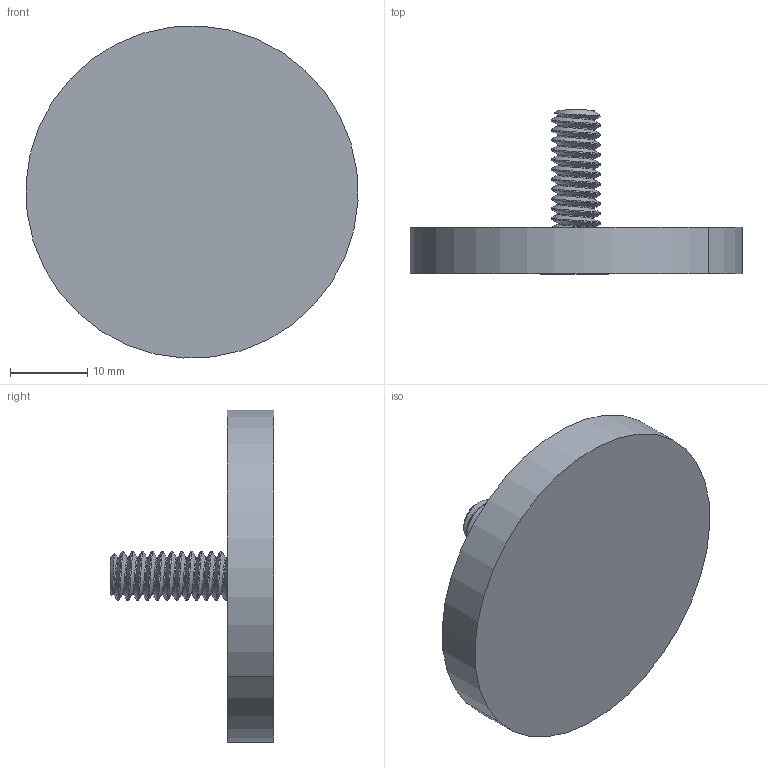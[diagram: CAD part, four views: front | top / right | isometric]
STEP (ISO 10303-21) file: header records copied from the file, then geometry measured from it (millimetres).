
FILE_DESCRIPTION (( 'STEP AP203' ), '1' );
FILE_NAME ('75005.STEP', '2024-10-13T16:24:32', ( '' ), ( '' ), 'SwSTEP 2.0', 'SolidWorks 2021', '' );
FILE_SCHEMA (( 'CONFIG_CONTROL_DESIGN' ));
Length unit declared in the file: millimetre
Products named in the file (5): 75005 Magnet; FH-0420-12_FH-0420-12; 75005; 75005 Rubber; 75005 Plate
Assembly tree (9 placements, depth 2):
  75005
    75005 Plate
    FH-0420-12_FH-0420-12
    75005 Magnet  x6
    75005 Rubber
Bounding box: 42.95 x 21.18 x 42.95 mm (x, y, z)
Volume: 12340.2 mm3; surface area: 8026.7 mm2
Topology: 9 solids, 9 shells, 210 faces, 532 edges, 341 vertices
Faces by surface type: plane 92, cylinder 69, torus 30, cone 16, bspline 3
Entity records: 8117 total; most frequent: CARTESIAN_POINT 3239, ORIENTED_EDGE 920, DIRECTION 867, EDGE_CURVE 460, AXIS2_PLACEMENT_3D 313, VERTEX_POINT 301, LINE 241, VECTOR 241
